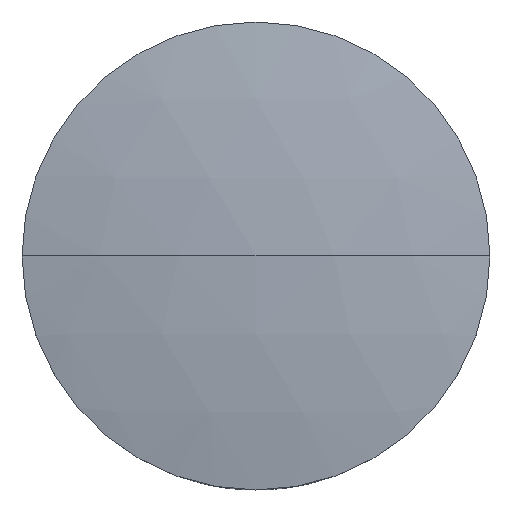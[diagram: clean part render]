
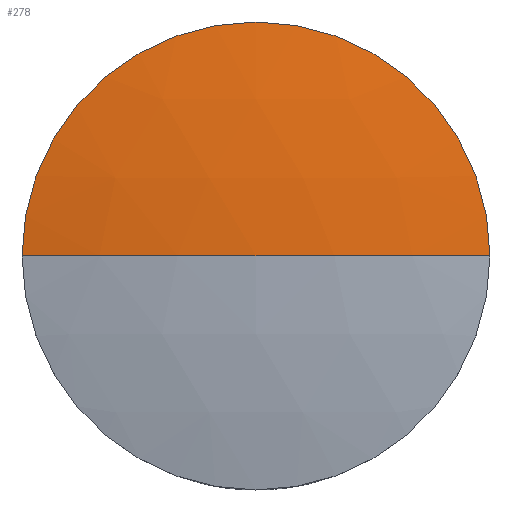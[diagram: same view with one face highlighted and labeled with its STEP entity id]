
A CAD part, top view. The second image highlights one B-rep face of the part: STEP entity #278.
In plain terms, the highlighted spherical face has radius 103.36 mm.
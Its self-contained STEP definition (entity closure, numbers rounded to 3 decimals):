
#54 = EDGE_CURVE ( 'NONE', #1599, #2107, #1920, .T. ) ;
#142 = EDGE_CURVE ( 'NONE', #1324, #2107, #176, .T. ) ;
#145 = DIRECTION ( 'NONE',  ( 1., 0., 0. ) ) ;
#168 = ORIENTED_EDGE ( 'NONE', *, *, #54, .T. ) ;
#176 = CIRCLE ( 'NONE', #305, 19.05 ) ;
#192 = DIRECTION ( 'NONE',  ( 0., 1., 0. ) ) ;
#203 = DIRECTION ( 'NONE',  ( 0., -1., 0. ) ) ;
#278 = ADVANCED_FACE ( 'NONE', ( #1173 ), #2172, .T. ) ;
#305 = AXIS2_PLACEMENT_3D ( 'NONE', #1946, #928, #1253 ) ;
#657 = DIRECTION ( 'NONE',  ( 0., -1., 0. ) ) ;
#761 = CARTESIAN_POINT ( 'NONE',  ( -19.05, 0., 0.364 ) ) ;
#928 = DIRECTION ( 'NONE',  ( 0., 0., -1. ) ) ;
#1026 = CARTESIAN_POINT ( 'NONE',  ( 0., 0., -101.225 ) ) ;
#1173 = FACE_OUTER_BOUND ( 'NONE', #1367, .T. ) ;
#1253 = DIRECTION ( 'NONE',  ( -1., 0., 0. ) ) ;
#1287 = ORIENTED_EDGE ( 'NONE', *, *, #142, .F. ) ;
#1324 = VERTEX_POINT ( 'NONE', #761 ) ;
#1367 = EDGE_LOOP ( 'NONE', ( #1524, #168, #1287 ) ) ;
#1387 = DIRECTION ( 'NONE',  ( 0., 0., 1. ) ) ;
#1406 = CIRCLE ( 'NONE', #1767, 103.36 ) ;
#1524 = ORIENTED_EDGE ( 'NONE', *, *, #1876, .F. ) ;
#1576 = CARTESIAN_POINT ( 'NONE',  ( 19.05, 0., 0.364 ) ) ;
#1599 = VERTEX_POINT ( 'NONE', #2168 ) ;
#1767 = AXIS2_PLACEMENT_3D ( 'NONE', #1026, #203, #2206 ) ;
#1876 = EDGE_CURVE ( 'NONE', #1599, #1324, #1406, .T. ) ;
#1920 = CIRCLE ( 'NONE', #2011, 103.36 ) ;
#1946 = CARTESIAN_POINT ( 'NONE',  ( 0., 0., 0.364 ) ) ;
#1981 = AXIS2_PLACEMENT_3D ( 'NONE', #2166, #657, #145 ) ;
#2011 = AXIS2_PLACEMENT_3D ( 'NONE', #2058, #192, #1387 ) ;
#2058 = CARTESIAN_POINT ( 'NONE',  ( 0., 0., -101.225 ) ) ;
#2107 = VERTEX_POINT ( 'NONE', #1576 ) ;
#2166 = CARTESIAN_POINT ( 'NONE',  ( 0., 0., -101.225 ) ) ;
#2168 = CARTESIAN_POINT ( 'NONE',  ( 0., 0., 2.135 ) ) ;
#2172 = SPHERICAL_SURFACE ( 'NONE', #1981, 103.36 ) ;
#2206 = DIRECTION ( 'NONE',  ( 1., 0., 0. ) ) ;
